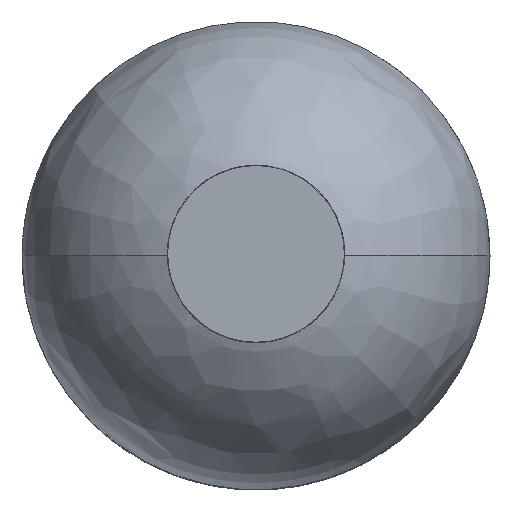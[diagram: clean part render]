
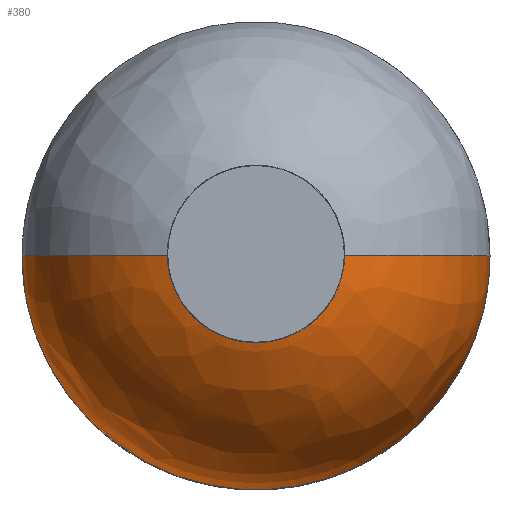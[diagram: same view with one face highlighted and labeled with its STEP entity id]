
A CAD part, top view. The second image highlights one B-rep face of the part: STEP entity #380.
In plain terms, the highlighted free-form (B-spline) face has degree [2, 2] with [5, 3] control points.
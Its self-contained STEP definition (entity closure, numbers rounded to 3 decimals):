
#380=ADVANCED_FACE($,(#593),#2825,.T.);
#593=FACE_OUTER_BOUND($,#817,.T.);
#817=EDGE_LOOP($,(#1649,#1650,#1651,#1652));
#1649=ORIENTED_EDGE($,*,*,#2246,.T.);
#1650=ORIENTED_EDGE($,*,*,#2247,.T.);
#1651=ORIENTED_EDGE($,*,*,#2244,.T.);
#1652=ORIENTED_EDGE($,*,*,#2272,.F.);
#2244=EDGE_CURVE($,#2616,#2615,#3104,.T.);
#2246=EDGE_CURVE($,#2618,#2617,#3106,.T.);
#2247=EDGE_CURVE($,#2617,#2616,#3107,.T.);
#2272=EDGE_CURVE($,#2618,#2615,#3129,.T.);
#2615=VERTEX_POINT($,#7245);
#2616=VERTEX_POINT($,#7246);
#2617=VERTEX_POINT($,#7247);
#2618=VERTEX_POINT($,#7248);
#2825=(
BOUNDED_SURFACE()
B_SPLINE_SURFACE(2,2,((#7115,#7116,#7117),(#7118,#7119,#7120),(#7121,#7122,
#7123),(#7124,#7125,#7126),(#7127,#7128,#7129)),.UNSPECIFIED.,.F.,.F.,.F.)
B_SPLINE_SURFACE_WITH_KNOTS((3,2,3),(3,3),(628.319,942.478,
1256.637),(314.159,616.251),.UNSPECIFIED.)
GEOMETRIC_REPRESENTATION_ITEM()
RATIONAL_B_SPLINE_SURFACE(((1.,0.728,1.),(0.707,
0.515,0.707),(1.,0.728,1.),(0.707,
0.515,0.707),(1.,0.728,1.)))
REPRESENTATION_ITEM($)
SURFACE()
);
#3104=(
BOUNDED_CURVE()
B_SPLINE_CURVE(2,(#6837,#6838,#6839,#6840,#6841),.UNSPECIFIED.,.F.,.F.)
B_SPLINE_CURVE_WITH_KNOTS((3,2,3),(37.889,56.833,75.777),
.UNSPECIFIED.)
CURVE()
GEOMETRIC_REPRESENTATION_ITEM()
RATIONAL_B_SPLINE_CURVE((1.,0.707,1.,0.707,1.))
REPRESENTATION_ITEM($)
);
#3106=(
BOUNDED_CURVE()
B_SPLINE_CURVE(2,(#6847,#6848,#6849,#6850,#6851),.UNSPECIFIED.,.F.,.F.)
B_SPLINE_CURVE_WITH_KNOTS((3,2,3),(-628.319,-314.159,0.),
.UNSPECIFIED.)
CURVE()
GEOMETRIC_REPRESENTATION_ITEM()
RATIONAL_B_SPLINE_CURVE((1.,0.707,1.,0.707,1.))
REPRESENTATION_ITEM($)
);
#3107=(
BOUNDED_CURVE()
B_SPLINE_CURVE(2,(#6852,#6853,#6854),.UNSPECIFIED.,.F.,.F.)
B_SPLINE_CURVE_WITH_KNOTS((3,3),(314.159,616.251),.UNSPECIFIED.)
CURVE()
GEOMETRIC_REPRESENTATION_ITEM()
RATIONAL_B_SPLINE_CURVE((1.,0.728,1.))
REPRESENTATION_ITEM($)
);
#3129=(
BOUNDED_CURVE()
B_SPLINE_CURVE(2,(#6958,#6959,#6960),.UNSPECIFIED.,.F.,.F.)
B_SPLINE_CURVE_WITH_KNOTS((3,3),(314.159,616.251),.UNSPECIFIED.)
CURVE()
GEOMETRIC_REPRESENTATION_ITEM()
RATIONAL_B_SPLINE_CURVE((1.,0.728,1.))
REPRESENTATION_ITEM($)
);
#6837=CARTESIAN_POINT($,(12.06,0.,-527.384));
#6838=CARTESIAN_POINT($,(12.06,-12.06,-527.384));
#6839=CARTESIAN_POINT($,(0.,-12.06,-527.384));
#6840=CARTESIAN_POINT($,(-12.06,-12.06,-527.384));
#6841=CARTESIAN_POINT($,(-12.06,0.,-527.384));
#6847=CARTESIAN_POINT($,(-200.,0.,-727.02));
#6848=CARTESIAN_POINT($,(-200.,-200.,-727.02));
#6849=CARTESIAN_POINT($,(0.,-200.,-727.02));
#6850=CARTESIAN_POINT($,(200.,-200.,-727.02));
#6851=CARTESIAN_POINT($,(200.,0.,-727.02));
#6852=CARTESIAN_POINT($,(200.,0.,-727.02));
#6853=CARTESIAN_POINT($,(200.,0.,-538.737));
#6854=CARTESIAN_POINT($,(12.06,0.,-527.384));
#6958=CARTESIAN_POINT($,(-200.,0.,-727.02));
#6959=CARTESIAN_POINT($,(-200.,0.,-538.737));
#6960=CARTESIAN_POINT($,(-12.06,0.,-527.384));
#7115=CARTESIAN_POINT($,(-200.,0.,-727.02));
#7116=CARTESIAN_POINT($,(-200.,0.,-538.737));
#7117=CARTESIAN_POINT($,(-12.06,0.,-527.384));
#7118=CARTESIAN_POINT($,(-200.,-200.,-727.02));
#7119=CARTESIAN_POINT($,(-200.,-200.,-538.737));
#7120=CARTESIAN_POINT($,(-12.06,-12.06,-527.384));
#7121=CARTESIAN_POINT($,(0.,-200.,-727.02));
#7122=CARTESIAN_POINT($,(0.,-200.,-538.737));
#7123=CARTESIAN_POINT($,(0.,-12.06,-527.384));
#7124=CARTESIAN_POINT($,(200.,-200.,-727.02));
#7125=CARTESIAN_POINT($,(200.,-200.,-538.737));
#7126=CARTESIAN_POINT($,(12.06,-12.06,-527.384));
#7127=CARTESIAN_POINT($,(200.,0.,-727.02));
#7128=CARTESIAN_POINT($,(200.,0.,-538.737));
#7129=CARTESIAN_POINT($,(12.06,0.,-527.384));
#7245=CARTESIAN_POINT($,(-12.06,0.,-527.384));
#7246=CARTESIAN_POINT($,(12.06,0.,-527.384));
#7247=CARTESIAN_POINT($,(200.,0.,-727.02));
#7248=CARTESIAN_POINT($,(-200.,0.,-727.02));
